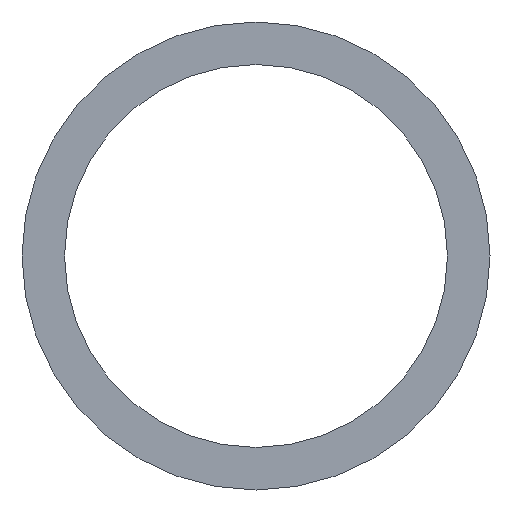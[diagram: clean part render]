
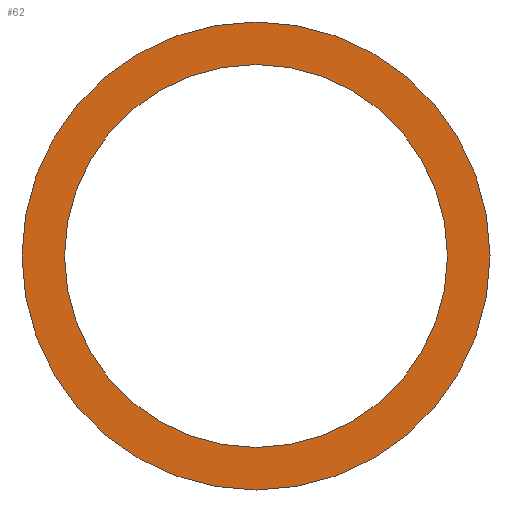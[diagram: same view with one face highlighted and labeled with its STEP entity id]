
A CAD part, front view. The second image highlights one B-rep face of the part: STEP entity #62.
In plain terms, the highlighted planar face has unit normal (0, -1, 0).
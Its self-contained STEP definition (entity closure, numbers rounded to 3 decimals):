
#8 = ORIENTED_EDGE ( 'NONE', *, *, #206, .T. ) ;
#11 = CARTESIAN_POINT ( 'NONE',  ( 0., 0.72, 0. ) ) ;
#12 = CARTESIAN_POINT ( 'NONE',  ( 0., 0.72, 11. ) ) ;
#13 = DIRECTION ( 'NONE',  ( 0., 0., 1. ) ) ;
#51 = AXIS2_PLACEMENT_3D ( 'NONE', #107, #184, #181 ) ;
#61 = VERTEX_POINT ( 'NONE', #120 ) ;
#62 = ADVANCED_FACE ( 'NONE', ( #180, #144 ), #183, .F. ) ;
#68 = DIRECTION ( 'NONE',  ( 0., 1., 0. ) ) ;
#69 = CIRCLE ( 'NONE', #139, 9. ) ;
#70 = DIRECTION ( 'NONE',  ( 0., 0., 1. ) ) ;
#74 = AXIS2_PLACEMENT_3D ( 'NONE', #127, #182, #202 ) ;
#98 = ORIENTED_EDGE ( 'NONE', *, *, #196, .F. ) ;
#104 = DIRECTION ( 'NONE',  ( 0., 0., 1. ) ) ;
#107 = CARTESIAN_POINT ( 'NONE',  ( 0., 0.72, 0. ) ) ;
#120 = CARTESIAN_POINT ( 'NONE',  ( 0., 0.72, 9. ) ) ;
#121 = CIRCLE ( 'NONE', #125, 11. ) ;
#124 = DIRECTION ( 'NONE',  ( 0., 1., 0. ) ) ;
#125 = AXIS2_PLACEMENT_3D ( 'NONE', #222, #204, #70 ) ;
#126 = EDGE_CURVE ( 'NONE', #194, #176, #213, .T. ) ;
#127 = CARTESIAN_POINT ( 'NONE',  ( 11., 0.72, 0. ) ) ;
#139 = AXIS2_PLACEMENT_3D ( 'NONE', #11, #68, #13 ) ;
#144 = FACE_BOUND ( 'NONE', #192, .T. ) ;
#156 = VERTEX_POINT ( 'NONE', #164 ) ;
#157 = AXIS2_PLACEMENT_3D ( 'NONE', #163, #124, #104 ) ;
#163 = CARTESIAN_POINT ( 'NONE',  ( 0., 0.72, 0. ) ) ;
#164 = CARTESIAN_POINT ( 'NONE',  ( 0., 0.72, -9. ) ) ;
#171 = EDGE_CURVE ( 'NONE', #156, #61, #69, .T. ) ;
#173 = EDGE_LOOP ( 'NONE', ( #98, #236 ) ) ;
#176 = VERTEX_POINT ( 'NONE', #12 ) ;
#180 = FACE_OUTER_BOUND ( 'NONE', #173, .T. ) ;
#181 = DIRECTION ( 'NONE',  ( 0., 0., 1. ) ) ;
#182 = DIRECTION ( 'NONE',  ( 0., 1., 0. ) ) ;
#183 = PLANE ( 'NONE',  #74 ) ;
#184 = DIRECTION ( 'NONE',  ( 0., 1., 0. ) ) ;
#192 = EDGE_LOOP ( 'NONE', ( #8, #235 ) ) ;
#194 = VERTEX_POINT ( 'NONE', #237 ) ;
#196 = EDGE_CURVE ( 'NONE', #176, #194, #121, .T. ) ;
#202 = DIRECTION ( 'NONE',  ( 0., 0., 1. ) ) ;
#204 = DIRECTION ( 'NONE',  ( 0., 1., 0. ) ) ;
#206 = EDGE_CURVE ( 'NONE', #61, #156, #244, .T. ) ;
#213 = CIRCLE ( 'NONE', #51, 11. ) ;
#222 = CARTESIAN_POINT ( 'NONE',  ( 0., 0.72, 0. ) ) ;
#235 = ORIENTED_EDGE ( 'NONE', *, *, #171, .T. ) ;
#236 = ORIENTED_EDGE ( 'NONE', *, *, #126, .F. ) ;
#237 = CARTESIAN_POINT ( 'NONE',  ( 0., 0.72, -11. ) ) ;
#244 = CIRCLE ( 'NONE', #157, 9. ) ;
